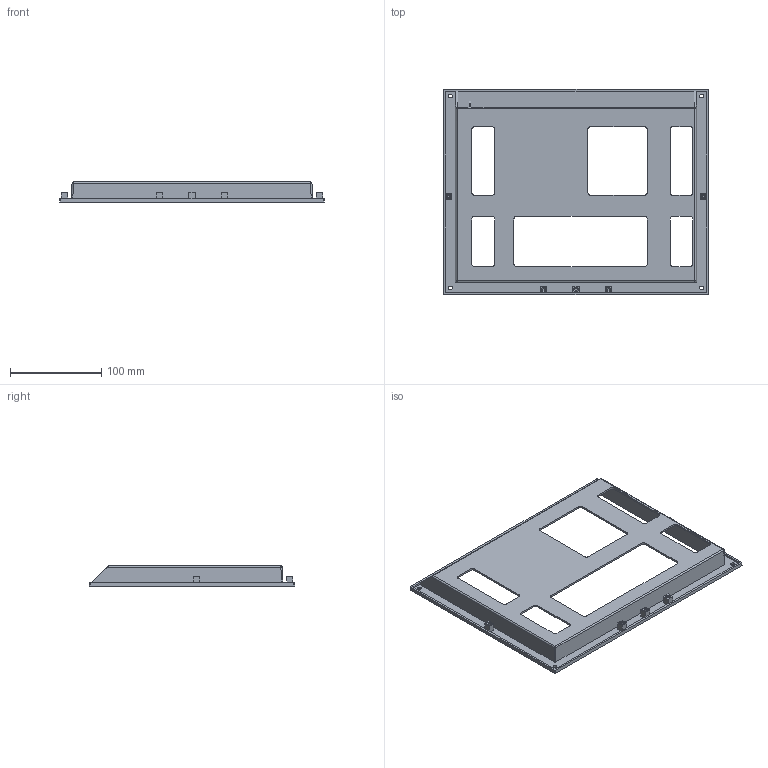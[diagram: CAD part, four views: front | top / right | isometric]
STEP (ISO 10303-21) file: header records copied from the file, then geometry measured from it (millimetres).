
FILE_DESCRIPTION(('STEP AP242'),'1');
FILE_NAME('nsydpa4.stp','2018-10-31T13:07:55',('TraceParts'),('TraceParts S.A.'),'Spatial InterOp 3D',' ',' ');
FILE_SCHEMA(('AP242_MANAGED_MODEL_BASED_3D_ENGINEERING_MIM_LF {1 0 10303 442 1 1 4}'));
Length unit declared in the file: millimetre
Products named in the file (1): nsydpa4
Bounding box: 290 x 225 x 22 mm (x, y, z)
Volume: 136097.7 mm3; surface area: 135457.7 mm2
Topology: 1 solids, 1 shells, 173 faces, 470 edges, 304 vertices
Faces by surface type: plane 100, cylinder 51, cone 20, sphere 2
Entity records: 5517 total; most frequent: CARTESIAN_POINT 1010, ORIENTED_EDGE 940, DIRECTION 924, EDGE_CURVE 470, LINE 336, VECTOR 336, VERTEX_POINT 304, AXIS2_PLACEMENT_3D 294
